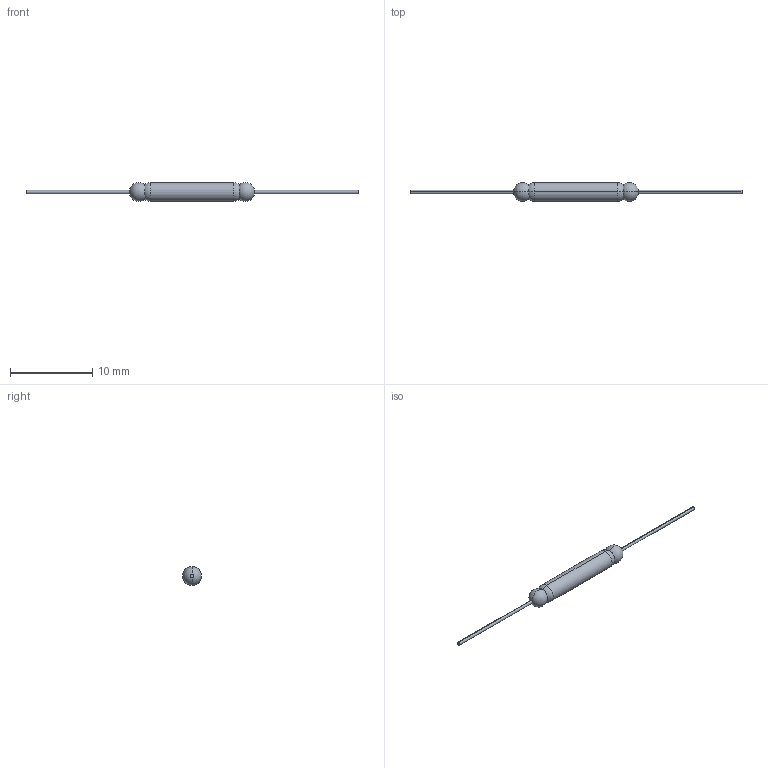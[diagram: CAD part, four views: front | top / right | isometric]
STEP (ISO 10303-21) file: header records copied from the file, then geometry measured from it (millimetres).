
FILE_DESCRIPTION((''),'2;1');
FILE_NAME('REED_SWITCH','2022-12-26T22:42:08',(''),(''),'','');
FILE_SCHEMA(('CONFIG_CONTROL_DESIGN'));
Length unit declared in the file: millimetre
Products named in the file (1): REED_SWITCH
Bounding box: 40.38 x 2.28 x 2.28 mm (x, y, z)
Volume: 60.6 mm3; surface area: 139.9 mm2
Topology: 1 solids, 1 shells, 16 faces, 30 edges, 16 vertices
Faces by surface type: sphere 8, cylinder 6, plane 2
Entity records: 440 total; most frequent: DIRECTION 86, CARTESIAN_POINT 62, ORIENTED_EDGE 60, AXIS2_PLACEMENT_3D 40, EDGE_CURVE 30, CIRCLE 24, VERTEX_POINT 16, EDGE_LOOP 16
